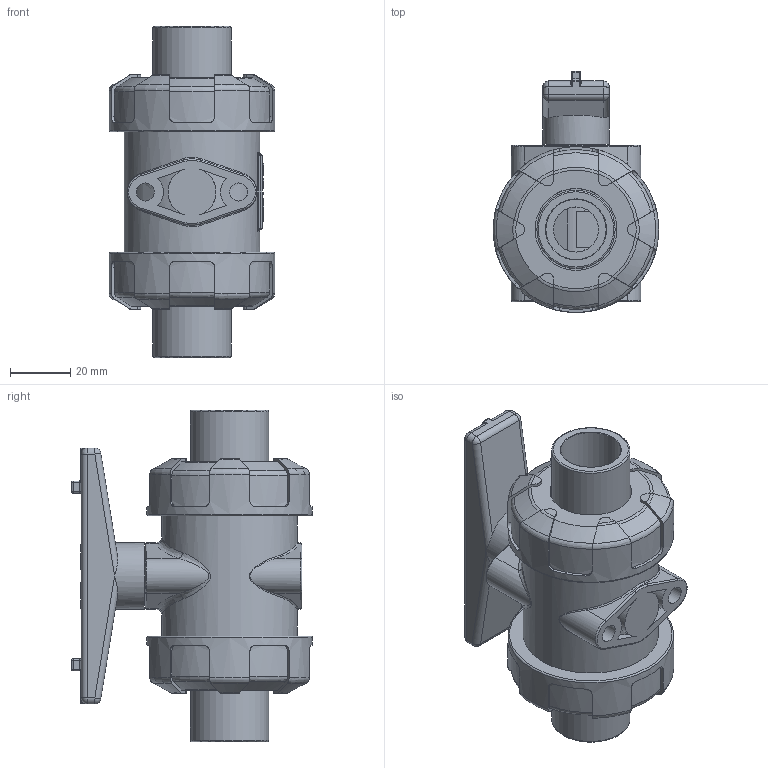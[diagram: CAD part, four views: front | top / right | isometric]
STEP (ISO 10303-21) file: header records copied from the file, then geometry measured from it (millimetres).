
FILE_DESCRIPTION(/* description */ (''),/* implementation_level */ '2;1');
FILE_NAME(/* name */ 'DN15_3D_STEP.stp',/* time_stamp */ '2025-07-03T15:37:44+03:00',/* author */ ('igorr'),/* organization */ (''),/* preprocessor_version */ 'ST-DEVELOPER v20',/* originating_system */ 'Autodesk Inventor 2025',/* authorisation */ '');
FILE_SCHEMA (('AUTOMOTIVE_DESIGN { 1 0 10303 214 3 1 1 }'));
Length unit declared in the file: millimetre
Products named in the file (1): Деталь1
Bounding box: 55 x 80 x 110 mm (x, y, z)
Volume: 167066.5 mm3; surface area: 37451.6 mm2
Topology: 1 solids, 7 shells, 577 faces, 1461 edges, 926 vertices
Faces by surface type: plane 191, cylinder 178, bspline 89, torus 69, cone 26, sphere 24
Full cylindrical faces by diameter (mm): 6 x4, 12 x1, 15 x2, 15.951 x1, 20 x2, 22 x1, 26 x2, 27.2 x2, 45 x1, 55 x2
Entity records: 21680 total; most frequent: CARTESIAN_POINT 8084, ORIENTED_EDGE 2914, DIRECTION 2414, EDGE_CURVE 1457, VERTEX_POINT 926, AXIS2_PLACEMENT_3D 899, LINE 616, VECTOR 616
